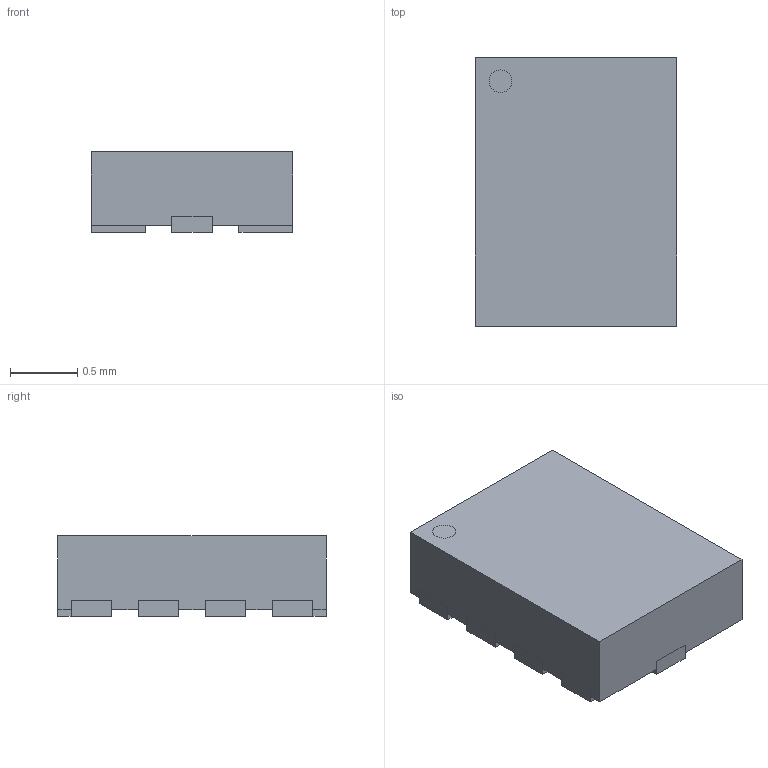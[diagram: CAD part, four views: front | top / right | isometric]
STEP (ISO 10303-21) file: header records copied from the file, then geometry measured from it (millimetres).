
FILE_DESCRIPTION(/* description */ (''),/* implementation_level */ '2;1');
FILE_NAME(/* name */ 'Texas_R-PUQFN-N10.step',/* time_stamp */ '2023-04-20T20:36:53+01:00',/* author */ (''),/* organization */ (''),/* preprocessor_version */ 'ST-DEVELOPER v19.2',/* originating_system */ 'Autodesk Translation Framework v12.4.0.73',/* authorisation */ '');
FILE_SCHEMA (('AUTOMOTIVE_DESIGN { 1 0 10303 214 3 1 1 }'));
Length unit declared in the file: millimetre
Products named in the file (1): (Unsaved)
Bounding box: 1.5 x 2 x 0.6 mm (x, y, z)
Volume: 1.7 mm3; surface area: 14.6 mm2
Topology: 12 solids, 12 shells, 113 faces, 264 edges, 176 vertices
Faces by surface type: plane 111, cylinder 2
Full cylindrical faces by diameter (mm): 0.169 x2
Entity records: 3205 total; most frequent: CARTESIAN_POINT 554, ORIENTED_EDGE 528, DIRECTION 496, EDGE_CURVE 264, LINE 260, VECTOR 260, VERTEX_POINT 176, AXIS2_PLACEMENT_3D 118
